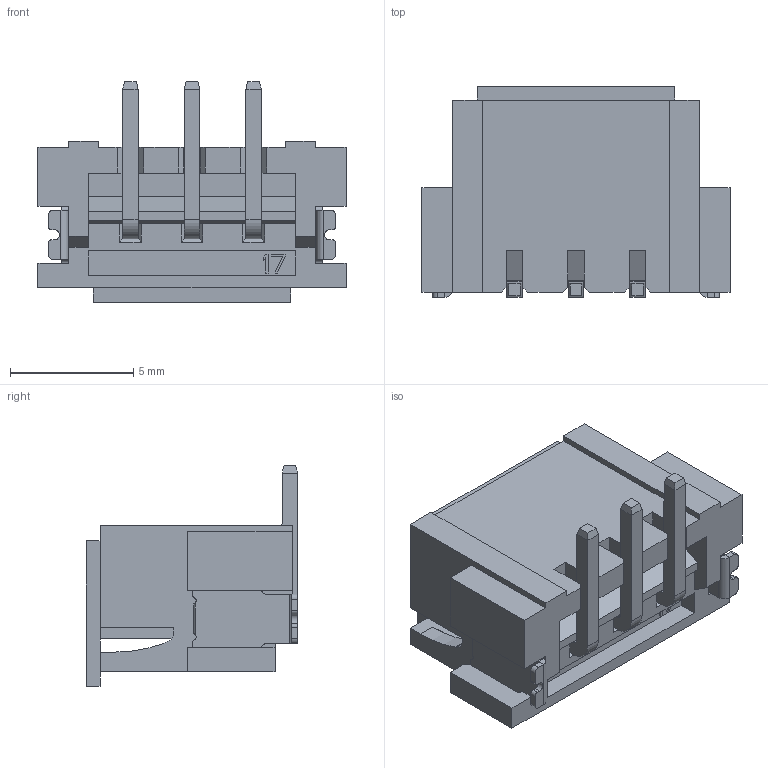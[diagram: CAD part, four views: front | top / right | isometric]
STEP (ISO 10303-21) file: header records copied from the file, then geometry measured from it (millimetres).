
FILE_DESCRIPTION((''),'2;1');
FILE_NAME('250-WTB-M-ST-SMT-CONN-3P','2020-07-06T',('Administrator'),(''),'PRO/ENGINEER BY PARAMETRIC TECHNOLOGY CORPORATION, 2009440','PRO/ENGINEER BY PARAMETRIC TECHNOLOGY CORPORATION, 2009440','');
FILE_SCHEMA(('CONFIG_CONTROL_DESIGN'));
Length unit declared in the file: millimetre
Products named in the file (1): 250-WTB-M-ST-SMT-CONN-3P
Bounding box: 12.5 x 8.56 x 8.95 mm (x, y, z)
Volume: 303.7 mm3; surface area: 906.7 mm2
Topology: 1 solids, 1 shells, 361 faces, 1052 edges, 676 vertices
Faces by surface type: plane 298, cylinder 63
Entity records: 11808 total; most frequent: ORIENTED_EDGE 2104, CARTESIAN_POINT 2103, DIRECTION 1900, EDGE_CURVE 1052, VECTOR 910, LINE 910, VERTEX_POINT 676, AXIS2_PLACEMENT_3D 495
